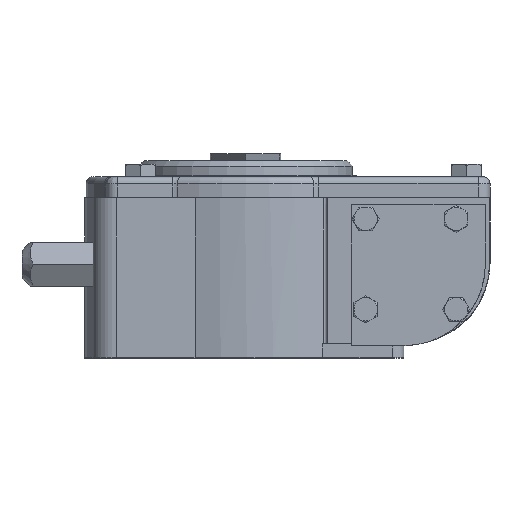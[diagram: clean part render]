
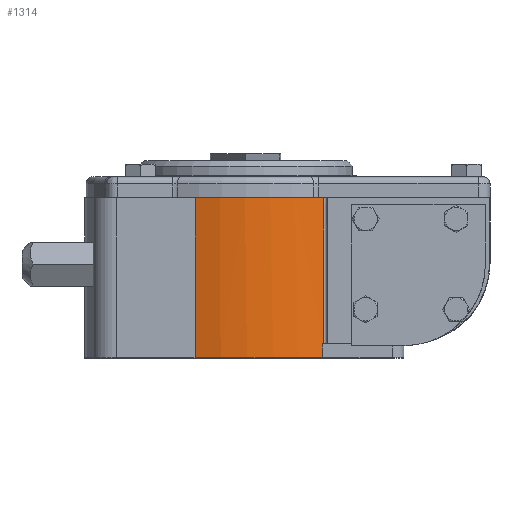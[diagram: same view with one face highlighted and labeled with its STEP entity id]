
A CAD part, left-side view. The second image highlights one B-rep face of the part: STEP entity #1314.
In plain terms, the highlighted cylindrical face has radius 69 mm (diameter 138 mm), a partial arc.
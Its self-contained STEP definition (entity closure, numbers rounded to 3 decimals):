
#1314 = ADVANCED_FACE( '', ( #3875 ), #3876, .T. );
#3875 = FACE_OUTER_BOUND( '', #7942, .T. );
#3876 = CYLINDRICAL_SURFACE( '', #7943, 69. );
#7942 = EDGE_LOOP( '', ( #15668, #15669, #15670, #15671, #15672, #15673, #15674, #15675 ) );
#7943 = AXIS2_PLACEMENT_3D( '', #15676, #15677, #15678 );
#15668 = ORIENTED_EDGE( '', *, *, #27234, .T. );
#15669 = ORIENTED_EDGE( '', *, *, #27235, .T. );
#15670 = ORIENTED_EDGE( '', *, *, #27236, .F. );
#15671 = ORIENTED_EDGE( '', *, *, #27237, .F. );
#15672 = ORIENTED_EDGE( '', *, *, #27238, .T. );
#15673 = ORIENTED_EDGE( '', *, *, #27239, .T. );
#15674 = ORIENTED_EDGE( '', *, *, #27240, .F. );
#15675 = ORIENTED_EDGE( '', *, *, #27241, .T. );
#15676 = CARTESIAN_POINT( '', ( 0., 0., 9. ) );
#15677 = DIRECTION( '', ( 0., 0., 1. ) );
#15678 = DIRECTION( '', ( -1., 0., 0. ) );
#27234 = EDGE_CURVE( '', #31603, #31604, #31605, .F. );
#27235 = EDGE_CURVE( '', #31604, #31606, #31607, .T. );
#27236 = EDGE_CURVE( '', #31608, #31606, #31609, .T. );
#27237 = EDGE_CURVE( '', #31610, #31608, #31611, .T. );
#27238 = EDGE_CURVE( '', #31610, #31612, #31613, .T. );
#27239 = EDGE_CURVE( '', #31612, #31614, #31615, .T. );
#27240 = EDGE_CURVE( '', #31616, #31614, #31617, .T. );
#27241 = EDGE_CURVE( '', #31616, #31603, #31618, .T. );
#31603 = VERTEX_POINT( '', #38068 );
#31604 = VERTEX_POINT( '', #38069 );
#31605 = LINE( '', #38070, #38071 );
#31606 = VERTEX_POINT( '', #38072 );
#31607 = CIRCLE( '', #38073, 69. );
#31608 = VERTEX_POINT( '', #38074 );
#31609 = LINE( '', #38075, #38076 );
#31610 = VERTEX_POINT( '', #38077 );
#31611 = CIRCLE( '', #38078, 69. );
#31612 = VERTEX_POINT( '', #38079 );
#31613 = LINE( '', #38080, #38081 );
#31614 = VERTEX_POINT( '', #38082 );
#31615 = CIRCLE( '', #38083, 69. );
#31616 = VERTEX_POINT( '', #38084 );
#31617 = LINE( '', #38085, #38086 );
#31618 = CIRCLE( '', #38087, 69. );
#38068 = CARTESIAN_POINT( '', ( -60.314, -33.514, 9. ) );
#38069 = CARTESIAN_POINT( '', ( -60.314, -33.514, 71.669 ) );
#38070 = CARTESIAN_POINT( '', ( -60.314, -33.514, 9. ) );
#38071 = VECTOR( '', #51838, 1000. );
#38072 = CARTESIAN_POINT( '', ( -61.5, -31.285, 71.669 ) );
#38073 = AXIS2_PLACEMENT_3D( '', #51839, #51840, #51841 );
#38074 = CARTESIAN_POINT( '', ( -61.5, -31.285, 71.679 ) );
#38075 = CARTESIAN_POINT( '', ( -61.5, -31.285, 71.674 ) );
#38076 = VECTOR( '', #51842, 1000. );
#38077 = CARTESIAN_POINT( '', ( -65.5, 21.697, 71.679 ) );
#38078 = AXIS2_PLACEMENT_3D( '', #51843, #51844, #51845 );
#38079 = CARTESIAN_POINT( '', ( -65.5, 21.697, 3. ) );
#38080 = CARTESIAN_POINT( '', ( -65.5, 21.697, 9. ) );
#38081 = VECTOR( '', #51846, 1000. );
#38082 = CARTESIAN_POINT( '', ( -60.5, -33.178, 3. ) );
#38083 = AXIS2_PLACEMENT_3D( '', #51847, #51848, #51849 );
#38084 = CARTESIAN_POINT( '', ( -60.5, -33.178, 9. ) );
#38085 = CARTESIAN_POINT( '', ( -60.5, -33.178, 9. ) );
#38086 = VECTOR( '', #51850, 1000. );
#38087 = AXIS2_PLACEMENT_3D( '', #51851, #51852, #51853 );
#51838 = DIRECTION( '', ( 0., 0., -1. ) );
#51839 = CARTESIAN_POINT( '', ( 0., 0., 71.669 ) );
#51840 = DIRECTION( '', ( 0., 0., -1. ) );
#51841 = DIRECTION( '', ( -1., 0., 0. ) );
#51842 = DIRECTION( '', ( 0., 0., -1. ) );
#51843 = CARTESIAN_POINT( '', ( 0., 0., 71.679 ) );
#51844 = DIRECTION( '', ( 0., 0., 1. ) );
#51845 = DIRECTION( '', ( 1., 0., 0. ) );
#51846 = DIRECTION( '', ( 0., 0., -1. ) );
#51847 = CARTESIAN_POINT( '', ( 0., 0., 3. ) );
#51848 = DIRECTION( '', ( 0., 0., 1. ) );
#51849 = DIRECTION( '', ( 1., 0., 0. ) );
#51850 = DIRECTION( '', ( 0., 0., -1. ) );
#51851 = CARTESIAN_POINT( '', ( 0., 0., 9. ) );
#51852 = DIRECTION( '', ( 0., 0., 1. ) );
#51853 = DIRECTION( '', ( 1., 0., 0. ) );
